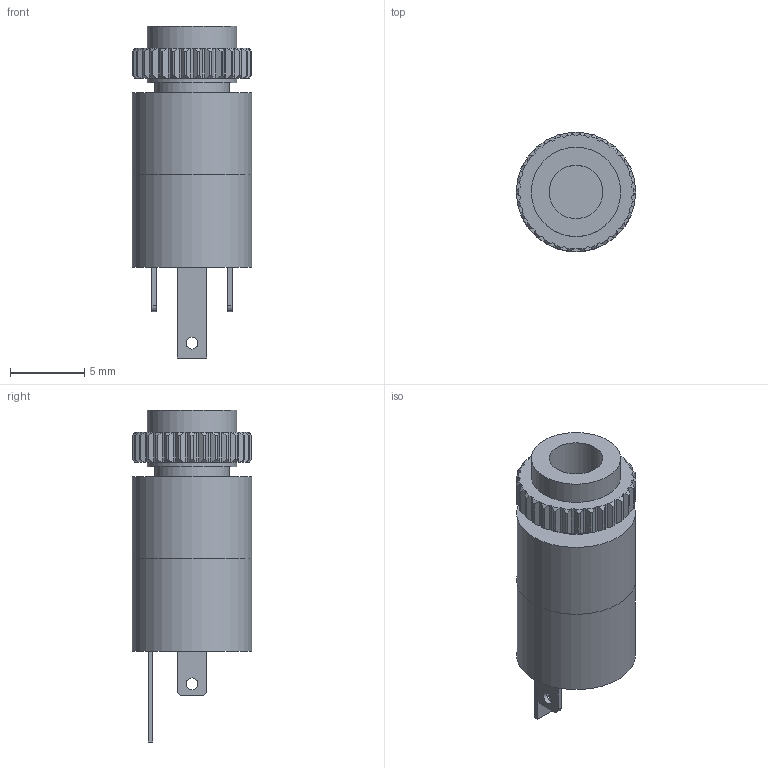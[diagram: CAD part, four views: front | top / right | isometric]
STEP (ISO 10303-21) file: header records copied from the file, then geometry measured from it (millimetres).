
FILE_DESCRIPTION(('Open CASCADE Model'),'2;1');
FILE_NAME('Open CASCADE Shape Model','2024-12-30T15:57:54',('Author'),( 'Open CASCADE'),'Open CASCADE STEP processor 7.7','Open CASCADE 7.7' ,'Unknown');
FILE_SCHEMA(('AUTOMOTIVE_DESIGN { 1 0 10303 214 1 1 1 1 }'));
Length unit declared in the file: millimetre
Products named in the file (13): 6474cf8c-c67b-11ef-b6b1-010101010000; 6474cf8d-c67b-11ef-bfca-010101010000; 6474cf8d-c67b-11ef-bfca-010101010000_part; 6474cf8e-c67b-11ef-ac9d-010101010000; 6474cf8e-c67b-11ef-ac9d-010101010000_part; 6474cf8f-c67b-11ef-b461-010101010000; 6474cf8f-c67b-11ef-b461-010101010000_part; 6474cf90-c67b-11ef-90cc-010101010000; 6474cf90-c67b-11ef-90cc-010101010000_part; 6474cf91-c67b-11ef-a661-010101010000; 6474cf91-c67b-11ef-a661-010101010000_part; 6474cf92-c67b-11ef-8b0d-010101010000; 6474cf92-c67b-11ef-8b0d-010101010000_part
Assembly tree (12 placements, depth 3):
  6474cf8c-c67b-11ef-b6b1-010101010000
    6474cf8d-c67b-11ef-bfca-010101010000
      6474cf8d-c67b-11ef-bfca-010101010000_part
    6474cf8e-c67b-11ef-ac9d-010101010000
      6474cf8e-c67b-11ef-ac9d-010101010000_part
    6474cf8f-c67b-11ef-b461-010101010000
      6474cf8f-c67b-11ef-b461-010101010000_part
    6474cf90-c67b-11ef-90cc-010101010000
      6474cf90-c67b-11ef-90cc-010101010000_part
    6474cf91-c67b-11ef-a661-010101010000
      6474cf91-c67b-11ef-a661-010101010000_part
    6474cf92-c67b-11ef-8b0d-010101010000
      6474cf92-c67b-11ef-8b0d-010101010000_part
Bounding box: 8.06 x 8.03 x 22.3 mm (x, y, z)
Volume: 653 mm3; surface area: 881.3 mm2
Topology: 6 solids, 6 shells, 219 faces, 615 edges, 410 vertices
Faces by surface type: bspline 120, cone 60, plane 26, cylinder 13
Full cylindrical faces by diameter (mm): 0.8 x3, 3.6 x1, 5 x1, 6 x2, 8 x2
Entity records: 17104 total; most frequent: CARTESIAN_POINT 6753, ORIENTED_EDGE 1230, PCURVE 1230, DEFINITIONAL_REPRESENTATION 1230, DIRECTION 1122, B_SPLINE_CURVE_WITH_KNOTS 1020, LINE 653, VECTOR 653
